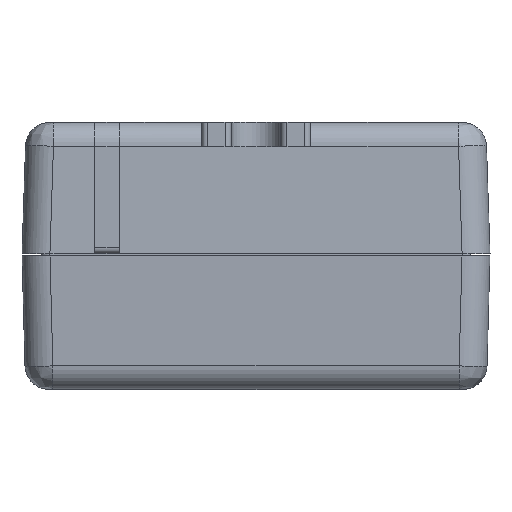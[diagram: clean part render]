
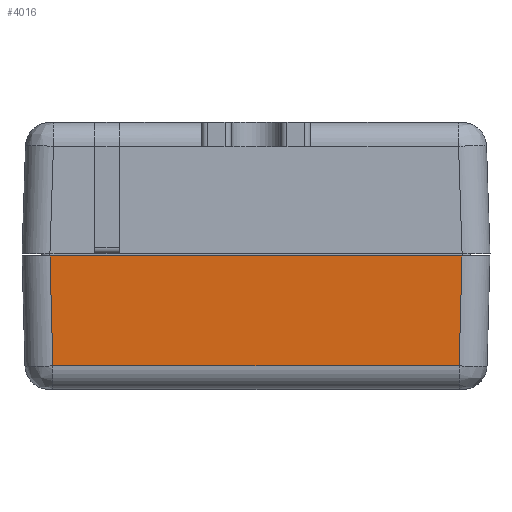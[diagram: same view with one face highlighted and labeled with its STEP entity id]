
A CAD part, front view. The second image highlights one B-rep face of the part: STEP entity #4016.
In plain terms, the highlighted planar face has unit normal (0, -1, -0.026).
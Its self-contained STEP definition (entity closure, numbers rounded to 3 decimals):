
#164=CARTESIAN_POINT('',(16.965,-20.564,-9.));
#1486=DIRECTION('',(1.,0.,0.));
#1487=VECTOR('',#1486,33.93);
#1488=CARTESIAN_POINT('',(-16.965,-20.564,
-9.));
#1489=LINE('',#1488,#1487);
#1490=DIRECTION('',(-0.026,0.026,-0.999));
#1491=VECTOR('',#1490,9.059);
#1492=CARTESIAN_POINT('',(16.965,-20.564,
-9.));
#1493=LINE('',#1492,#1491);
#1494=DIRECTION('',(-0.026,-0.026,0.999));
#1495=VECTOR('',#1494,9.059);
#1496=CARTESIAN_POINT('',(-16.728,-20.327,
-18.052));
#1497=LINE('',#1496,#1495);
#1519=DIRECTION('',(1.,0.,0.));
#1520=VECTOR('',#1519,33.456);
#1521=CARTESIAN_POINT('',(-16.728,-20.327,
-18.052));
#1522=LINE('',#1521,#1520);
#1684=VERTEX_POINT('',#164);
#1685=CARTESIAN_POINT('',(-16.965,-20.564,
-9.));
#1686=VERTEX_POINT('',#1685);
#2049=CARTESIAN_POINT('',(-16.728,-20.327,
-18.052));
#2050=VERTEX_POINT('',#2049);
#2051=CARTESIAN_POINT('',(16.728,-20.327,
-18.052));
#2052=VERTEX_POINT('',#2051);
#4003=CARTESIAN_POINT('',(21.225,-20.8,0.));
#4004=DIRECTION('',(0.,-1.,-0.026));
#4005=DIRECTION('',(1.,0.,0.));
#4006=AXIS2_PLACEMENT_3D('',#4003,#4004,#4005);
#4007=PLANE('',#4006);
#4008=ORIENTED_EDGE('',*,*,#2175,.T.);
#4010=ORIENTED_EDGE('',*,*,#4009,.T.);
#4012=ORIENTED_EDGE('',*,*,#4011,.F.);
#4013=ORIENTED_EDGE('',*,*,#3995,.T.);
#4014=EDGE_LOOP('',(#4008,#4010,#4012,#4013));
#4015=FACE_OUTER_BOUND('',#4014,.F.);
#4016=ADVANCED_FACE('',(#4015),#4007,.T.);
#2175=EDGE_CURVE('',#1686,#1684,#1489,.T.);
#3995=EDGE_CURVE('',#2050,#1686,#1497,.T.);
#4009=EDGE_CURVE('',#1684,#2052,#1493,.T.);
#4011=EDGE_CURVE('',#2050,#2052,#1522,.T.);
